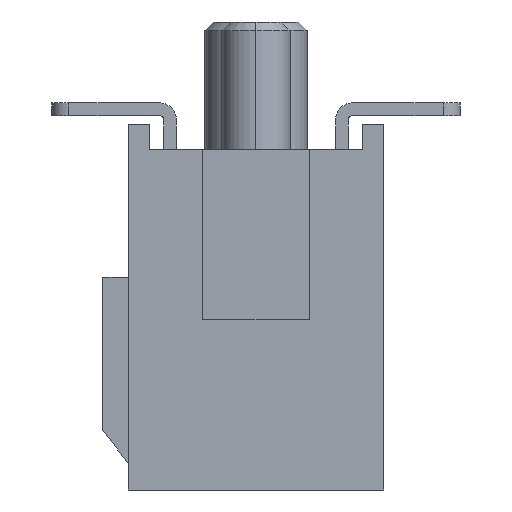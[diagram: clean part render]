
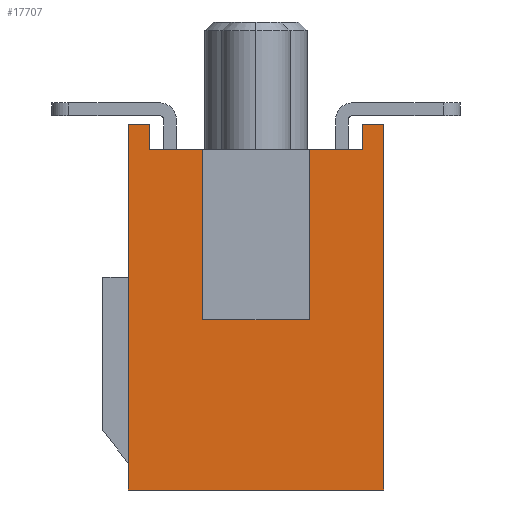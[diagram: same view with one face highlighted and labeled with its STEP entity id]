
A CAD part, left-side view. The second image highlights one B-rep face of the part: STEP entity #17707.
In plain terms, the highlighted planar face has unit normal (-1, 0, 0).
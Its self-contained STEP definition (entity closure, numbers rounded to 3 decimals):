
#1 = VERTEX_POINT ( 'NONE', #2801 ) ;
#41 = LINE ( 'NONE', #18864, #8858 ) ;
#120 = ORIENTED_EDGE ( 'NONE', *, *, #4776, .F. ) ;
#180 = VERTEX_POINT ( 'NONE', #8032 ) ;
#382 = DIRECTION ( 'NONE',  ( 0., 1., 0. ) ) ;
#435 = ORIENTED_EDGE ( 'NONE', *, *, #8105, .T. ) ;
#938 = CARTESIAN_POINT ( 'NONE',  ( 25.175, 1.25, 4. ) ) ;
#995 = CARTESIAN_POINT ( 'NONE',  ( 25.175, -1.5, 4.3 ) ) ;
#1250 = DIRECTION ( 'NONE',  ( 0., -1., 0. ) ) ;
#1384 = VECTOR ( 'NONE', #15662, 1000. ) ;
#1614 = VECTOR ( 'NONE', #3722, 1000. ) ;
#1820 = ORIENTED_EDGE ( 'NONE', *, *, #5622, .F. ) ;
#1847 = EDGE_CURVE ( 'NONE', #14783, #7531, #9128, .T. ) ;
#2257 = LINE ( 'NONE', #11490, #1384 ) ;
#2801 = CARTESIAN_POINT ( 'NONE',  ( 25.175, -1.5, 4.3 ) ) ;
#3064 = CARTESIAN_POINT ( 'NONE',  ( 25.175, 12.477, 0. ) ) ;
#3131 = DIRECTION ( 'NONE',  ( 0., 1., 0. ) ) ;
#3236 = LINE ( 'NONE', #7530, #19339 ) ;
#3481 = VERTEX_POINT ( 'NONE', #6121 ) ;
#3511 = ORIENTED_EDGE ( 'NONE', *, *, #8604, .F. ) ;
#3678 = VERTEX_POINT ( 'NONE', #938 ) ;
#3722 = DIRECTION ( 'NONE',  ( 0., 0., 1. ) ) ;
#3879 = ORIENTED_EDGE ( 'NONE', *, *, #4356, .F. ) ;
#4003 = VECTOR ( 'NONE', #15761, 1000. ) ;
#4354 = DIRECTION ( 'NONE',  ( 0., -1., 0. ) ) ;
#4356 = EDGE_CURVE ( 'NONE', #10279, #3481, #12678, .T. ) ;
#4552 = CARTESIAN_POINT ( 'NONE',  ( 25.175, 12.477, 42. ) ) ;
#4601 = EDGE_CURVE ( 'NONE', #8801, #1, #3236, .T. ) ;
#4776 = EDGE_CURVE ( 'NONE', #14783, #9274, #9786, .T. ) ;
#5346 = LINE ( 'NONE', #8542, #11773 ) ;
#5545 = DIRECTION ( 'NONE',  ( 0., 0., 1. ) ) ;
#5622 = EDGE_CURVE ( 'NONE', #3678, #18293, #13165, .T. ) ;
#5677 = VERTEX_POINT ( 'NONE', #19302 ) ;
#5700 = ORIENTED_EDGE ( 'NONE', *, *, #1847, .T. ) ;
#6121 = CARTESIAN_POINT ( 'NONE',  ( 25.175, -1.25, 4. ) ) ;
#6246 = DIRECTION ( 'NONE',  ( 1., 0., 0. ) ) ;
#6376 = DIRECTION ( 'NONE',  ( 0., 0., 1. ) ) ;
#7074 = EDGE_CURVE ( 'NONE', #5677, #18293, #9779, .T. ) ;
#7139 = ORIENTED_EDGE ( 'NONE', *, *, #7074, .T. ) ;
#7349 = VECTOR ( 'NONE', #1250, 1000. ) ;
#7531 = VERTEX_POINT ( 'NONE', #8069 ) ;
#7530 = CARTESIAN_POINT ( 'NONE',  ( 25.175, 0., 4.3 ) ) ;
#8032 = CARTESIAN_POINT ( 'NONE',  ( 25.175, 1.25, 4.3 ) ) ;
#8069 = CARTESIAN_POINT ( 'NONE',  ( 25.175, -1.5, 0. ) ) ;
#8105 = EDGE_CURVE ( 'NONE', #13478, #5677, #13858, .T. ) ;
#8140 = EDGE_LOOP ( 'NONE', ( #8548, #435, #7139, #1820, #19561, #16872, #120, #5700, #12771, #15518, #3511, #3879 ) ) ;
#8542 = CARTESIAN_POINT ( 'NONE',  ( 25.175, -0.625, 2. ) ) ;
#8548 = ORIENTED_EDGE ( 'NONE', *, *, #12551, .F. ) ;
#8604 = EDGE_CURVE ( 'NONE', #3481, #8801, #41, .T. ) ;
#8733 = LINE ( 'NONE', #13391, #10298 ) ;
#8742 = VECTOR ( 'NONE', #8937, 1000. ) ;
#8801 = VERTEX_POINT ( 'NONE', #18963 ) ;
#8858 = VECTOR ( 'NONE', #6376, 1000. ) ;
#8937 = DIRECTION ( 'NONE',  ( 0., 0., -1. ) ) ;
#9128 = LINE ( 'NONE', #3064, #10889 ) ;
#9274 = VERTEX_POINT ( 'NONE', #11354 ) ;
#9779 = LINE ( 'NONE', #18683, #12882 ) ;
#9786 = LINE ( 'NONE', #18895, #1614 ) ;
#10279 = VERTEX_POINT ( 'NONE', #16547 ) ;
#10298 = VECTOR ( 'NONE', #11996, 1000. ) ;
#10889 = VECTOR ( 'NONE', #4354, 1000. ) ;
#11178 = CARTESIAN_POINT ( 'NONE',  ( 25.175, 0.625, 4. ) ) ;
#11354 = CARTESIAN_POINT ( 'NONE',  ( 25.175, 1.5, 4.3 ) ) ;
#11490 = CARTESIAN_POINT ( 'NONE',  ( 25.175, 0., 4.3 ) ) ;
#11773 = VECTOR ( 'NONE', #5545, 1000. ) ;
#11966 = CARTESIAN_POINT ( 'NONE',  ( 25.175, -0.625, 2. ) ) ;
#11996 = DIRECTION ( 'NONE',  ( 0., 0., -1. ) ) ;
#12177 = DIRECTION ( 'NONE',  ( 0., -1., 0. ) ) ;
#12551 = EDGE_CURVE ( 'NONE', #13478, #10279, #5346, .T. ) ;
#12678 = LINE ( 'NONE', #17136, #4003 ) ;
#12771 = ORIENTED_EDGE ( 'NONE', *, *, #17684, .F. ) ;
#12882 = VECTOR ( 'NONE', #17300, 1000. ) ;
#13165 = LINE ( 'NONE', #14460, #7349 ) ;
#13387 = CARTESIAN_POINT ( 'NONE',  ( 25.175, 1.5, 0. ) ) ;
#13391 = CARTESIAN_POINT ( 'NONE',  ( 25.175, 1.25, 4.3 ) ) ;
#13478 = VERTEX_POINT ( 'NONE', #11966 ) ;
#13858 = LINE ( 'NONE', #18110, #16114 ) ;
#13980 = PLANE ( 'NONE',  #16018 ) ;
#14460 = CARTESIAN_POINT ( 'NONE',  ( 25.175, -1.25, 4. ) ) ;
#14783 = VERTEX_POINT ( 'NONE', #13387 ) ;
#15518 = ORIENTED_EDGE ( 'NONE', *, *, #4601, .F. ) ;
#15662 = DIRECTION ( 'NONE',  ( 0., -1., 0. ) ) ;
#15761 = DIRECTION ( 'NONE',  ( 0., -1., 0. ) ) ;
#15873 = EDGE_CURVE ( 'NONE', #180, #3678, #8733, .T. ) ;
#16018 = AXIS2_PLACEMENT_3D ( 'NONE', #4552, #6246, #382 ) ;
#16114 = VECTOR ( 'NONE', #3131, 1000. ) ;
#16547 = CARTESIAN_POINT ( 'NONE',  ( 25.175, -0.625, 4. ) ) ;
#16872 = ORIENTED_EDGE ( 'NONE', *, *, #19154, .F. ) ;
#17136 = CARTESIAN_POINT ( 'NONE',  ( 25.175, -1.25, 4. ) ) ;
#17300 = DIRECTION ( 'NONE',  ( 0., 0., 1. ) ) ;
#17684 = EDGE_CURVE ( 'NONE', #1, #7531, #19243, .T. ) ;
#17707 = ADVANCED_FACE ( 'NONE', ( #18140 ), #13980, .F. ) ;
#18110 = CARTESIAN_POINT ( 'NONE',  ( 25.175, 0.625, 2. ) ) ;
#18140 = FACE_OUTER_BOUND ( 'NONE', #8140, .T. ) ;
#18293 = VERTEX_POINT ( 'NONE', #11178 ) ;
#18683 = CARTESIAN_POINT ( 'NONE',  ( 25.175, 0.625, 2. ) ) ;
#18864 = CARTESIAN_POINT ( 'NONE',  ( 25.175, -1.25, 4.3 ) ) ;
#18895 = CARTESIAN_POINT ( 'NONE',  ( 25.175, 1.5, 4.3 ) ) ;
#18963 = CARTESIAN_POINT ( 'NONE',  ( 25.175, -1.25, 4.3 ) ) ;
#19154 = EDGE_CURVE ( 'NONE', #9274, #180, #2257, .T. ) ;
#19243 = LINE ( 'NONE', #995, #8742 ) ;
#19302 = CARTESIAN_POINT ( 'NONE',  ( 25.175, 0.625, 2. ) ) ;
#19339 = VECTOR ( 'NONE', #12177, 1000. ) ;
#19561 = ORIENTED_EDGE ( 'NONE', *, *, #15873, .F. ) ;
